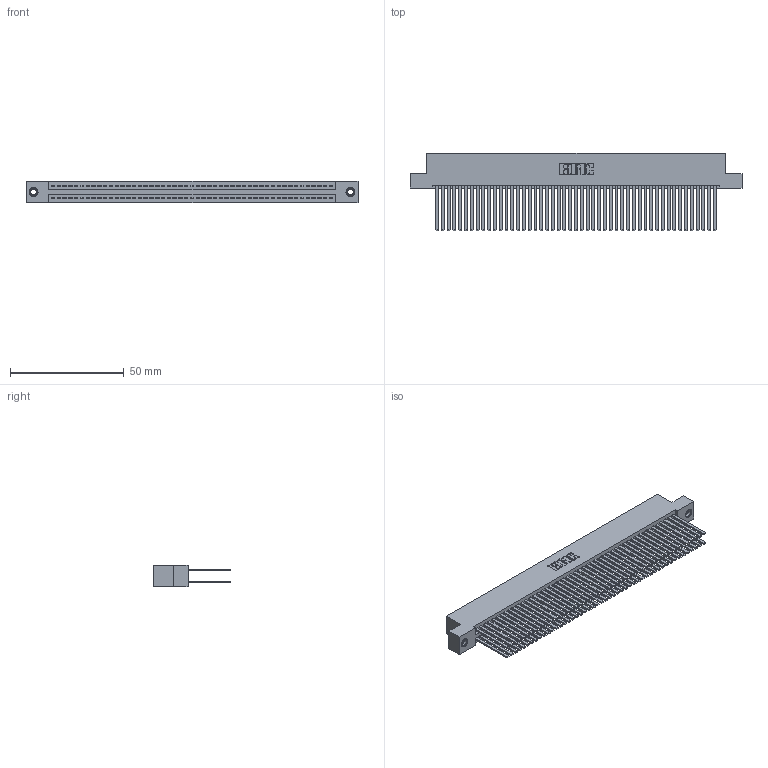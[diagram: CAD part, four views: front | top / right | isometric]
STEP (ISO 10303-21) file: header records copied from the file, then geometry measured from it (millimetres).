
FILE_DESCRIPTION (( 'STEP AP203' ), '1' );
FILE_NAME ('395-098-544-207.STEP', '2019-10-26T13:30:37', ( '' ), ( '' ), 'SwSTEP 2.0', 'SolidWorks 2016', '' );
FILE_SCHEMA (( 'CONFIG_CONTROL_DESIGN' ));
Length unit declared in the file: inch
Products named in the file (4): 345-292-001_345-293-144; 345-250-001_345-250-005-103; 395-098-544-207; 345 Part_Flush Mounting Lugs - 0.156 Dia-TI
Assembly tree (101 placements, depth 2):
  395-098-544-207
    345 Part_Flush Mounting Lugs - 0.156 Dia-TI
    345-292-001_345-293-144  x98
    345-250-001_345-250-005-103  x2
Bounding box: 145.67 x 33.96 x 9.4 mm (x, y, z)
Volume: 15575.7 mm3; surface area: 27213.3 mm2
Topology: 101 solids, 101 shells, 4498 faces, 13315 edges, 8738 vertices
Faces by surface type: plane 2954, cylinder 1528, cone 12, torus 4
Entity records: 38506 total; most frequent: CARTESIAN_POINT 6427, ORIENTED_EDGE 6354, DIRECTION 5683, EDGE_CURVE 3177, LINE 2833, VECTOR 2833, VERTEX_POINT 2112, AXIS2_PLACEMENT_3D 1425
